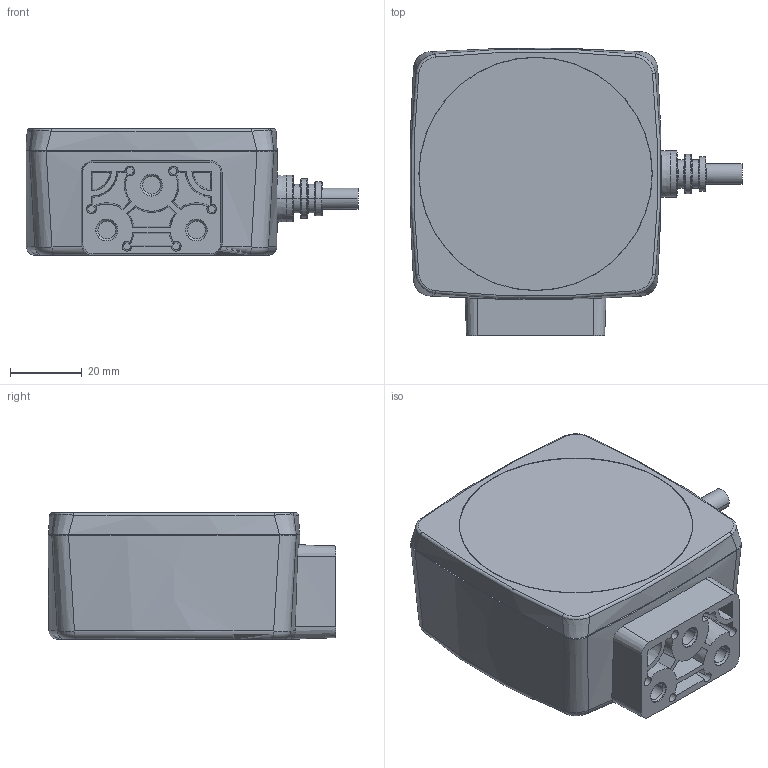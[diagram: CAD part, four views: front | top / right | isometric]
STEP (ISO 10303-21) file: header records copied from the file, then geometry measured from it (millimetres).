
FILE_DESCRIPTION((''),'2;1');
FILE_NAME('CAD-7122_SW0001','2021-01-18T08:10:11',('creinig-se'),(''),'CREO PARAMETRIC BY PTC INC, 2019292','CREO PARAMETRIC BY PTC INC, 2019292','');
FILE_SCHEMA(('CONFIG_CONTROL_DESIGN','SHAPE_APPEARANCE_LAYERS_GROUPS'));
Length unit declared in the file: millimetre
Products named in the file (1): CAD-7122_SW0001
Bounding box: 92.49 x 79.99 x 35.3 mm (x, y, z)
Volume: 172123.4 mm3; surface area: 25790.1 mm2
Topology: 1 solids, 1 shells, 252 faces, 601 edges, 378 vertices
Faces by surface type: cone 72, plane 55, cylinder 54, bspline 36, torus 35
Entity records: 13457 total; most frequent: CARTESIAN_POINT 6061, ORIENTED_EDGE 1196, DIRECTION 1072, EDGE_CURVE 598, AXIS2_PLACEMENT_3D 451, VERTEX_POINT 372, EDGE_LOOP 276, FILL_AREA_STYLE_COLOUR 257
